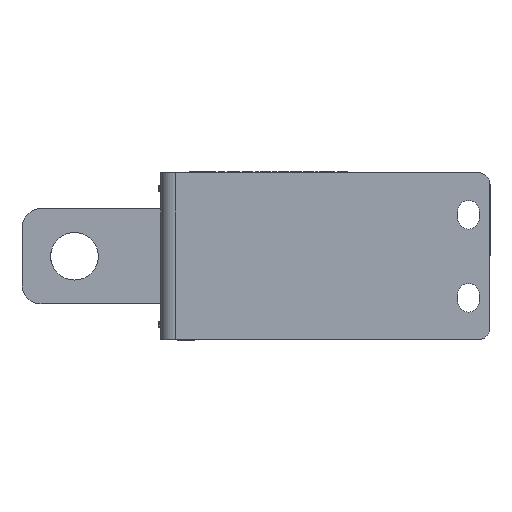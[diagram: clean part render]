
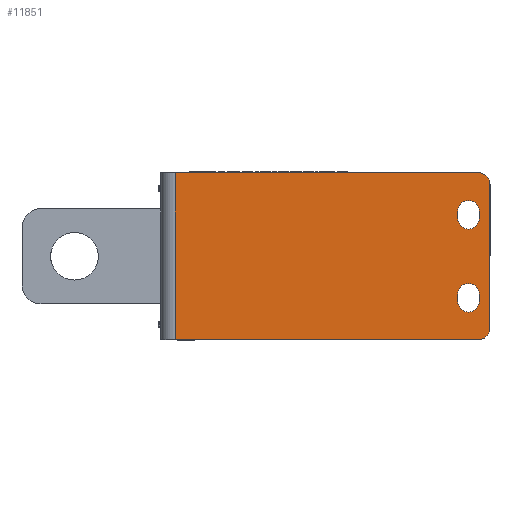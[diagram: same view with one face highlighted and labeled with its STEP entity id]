
A CAD part, front view. The second image highlights one B-rep face of the part: STEP entity #11851.
In plain terms, the highlighted planar face has unit normal (-0.002, -1, 0).
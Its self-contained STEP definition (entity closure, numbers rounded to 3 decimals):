
#637=FACE_BOUND('',#2121,.T.);
#638=FACE_BOUND('',#2122,.T.);
#869=PLANE('',#12640);
#1425=FACE_OUTER_BOUND('',#2120,.T.);
#2120=EDGE_LOOP('',(#9909,#9910,#9911,#9912,#9913,#9914));
#2121=EDGE_LOOP('',(#9915,#9916,#9917,#9918));
#2122=EDGE_LOOP('',(#9919,#9920,#9921,#9922));
#2498=LINE('',#16171,#3619);
#2659=LINE('',#16929,#3780);
#2976=LINE('',#19094,#4097);
#3085=LINE('',#19385,#4206);
#3088=LINE('',#19392,#4209);
#3089=LINE('',#19396,#4210);
#3093=LINE('',#19405,#4214);
#3112=LINE('',#19455,#4233);
#3619=VECTOR('',#13291,10.);
#3780=VECTOR('',#13618,10.);
#4097=VECTOR('',#14187,10.);
#4206=VECTOR('',#14534,10.);
#4209=VECTOR('',#14543,10.);
#4210=VECTOR('',#14546,10.);
#4214=VECTOR('',#14556,10.);
#4233=VECTOR('',#14615,10.);
#4738=CIRCLE('',#12487,2.5);
#4744=CIRCLE('',#12496,2.5);
#4773=CIRCLE('',#12612,2.25);
#4774=CIRCLE('',#12615,2.25);
#4775=CIRCLE('',#12619,2.25);
#4776=CIRCLE('',#12622,2.25);
#5058=VERTEX_POINT('',#16168);
#5059=VERTEX_POINT('',#16170);
#5293=VERTEX_POINT('',#16927);
#5553=VERTEX_POINT('',#19060);
#5567=VERTEX_POINT('',#19093);
#5568=VERTEX_POINT('',#19097);
#5628=VERTEX_POINT('',#19378);
#5629=VERTEX_POINT('',#19379);
#5630=VERTEX_POINT('',#19384);
#5631=VERTEX_POINT('',#19388);
#5632=VERTEX_POINT('',#19394);
#5633=VERTEX_POINT('',#19395);
#5634=VERTEX_POINT('',#19400);
#5635=VERTEX_POINT('',#19404);
#6238=EDGE_CURVE('',#5058,#5059,#2498,.T.);
#6514=EDGE_CURVE('',#5293,#5058,#2659,.T.);
#6971=EDGE_CURVE('',#5059,#5553,#4738,.T.);
#6988=EDGE_CURVE('',#5567,#5553,#2976,.T.);
#6990=EDGE_CURVE('',#5567,#5568,#4744,.T.);
#7124=EDGE_CURVE('',#5628,#5629,#4773,.T.);
#7127=EDGE_CURVE('',#5629,#5630,#3085,.T.);
#7129=EDGE_CURVE('',#5630,#5631,#4774,.T.);
#7131=EDGE_CURVE('',#5631,#5628,#3088,.T.);
#7132=EDGE_CURVE('',#5632,#5633,#3089,.T.);
#7135=EDGE_CURVE('',#5633,#5634,#4775,.T.);
#7137=EDGE_CURVE('',#5634,#5635,#3093,.T.);
#7139=EDGE_CURVE('',#5635,#5632,#4776,.T.);
#7162=EDGE_CURVE('',#5568,#5293,#3112,.T.);
#9909=ORIENTED_EDGE('',*,*,#6514,.F.);
#9910=ORIENTED_EDGE('',*,*,#7162,.F.);
#9911=ORIENTED_EDGE('',*,*,#6990,.F.);
#9912=ORIENTED_EDGE('',*,*,#6988,.T.);
#9913=ORIENTED_EDGE('',*,*,#6971,.F.);
#9914=ORIENTED_EDGE('',*,*,#6238,.F.);
#9915=ORIENTED_EDGE('',*,*,#7129,.T.);
#9916=ORIENTED_EDGE('',*,*,#7131,.T.);
#9917=ORIENTED_EDGE('',*,*,#7124,.T.);
#9918=ORIENTED_EDGE('',*,*,#7127,.T.);
#9919=ORIENTED_EDGE('',*,*,#7137,.T.);
#9920=ORIENTED_EDGE('',*,*,#7139,.T.);
#9921=ORIENTED_EDGE('',*,*,#7132,.T.);
#9922=ORIENTED_EDGE('',*,*,#7135,.T.);
#11851=ADVANCED_FACE('',(#1425,#637,#638),#869,.T.);
#12487=AXIS2_PLACEMENT_3D('',#19061,#14160,#14161);
#12496=AXIS2_PLACEMENT_3D('',#19098,#14191,#14192);
#12612=AXIS2_PLACEMENT_3D('',#19380,#14528,#14529);
#12615=AXIS2_PLACEMENT_3D('',#19389,#14538,#14539);
#12619=AXIS2_PLACEMENT_3D('',#19401,#14551,#14552);
#12622=AXIS2_PLACEMENT_3D('',#19408,#14560,#14561);
#12640=AXIS2_PLACEMENT_3D('',#19454,#14613,#14614);
#13291=DIRECTION('',(0.,0.,1.));
#13618=DIRECTION('',(-1.,0.,0.));
#14160=DIRECTION('center_axis',(0.,1.,0.));
#14161=DIRECTION('ref_axis',(-0.707,0.,0.707));
#14187=DIRECTION('',(-1.,0.,0.));
#14191=DIRECTION('center_axis',(0.,1.,0.));
#14192=DIRECTION('ref_axis',(0.707,0.,0.707));
#14528=DIRECTION('center_axis',(0.,1.,0.));
#14529=DIRECTION('ref_axis',(0.,0.,-1.));
#14534=DIRECTION('',(1.,0.,0.));
#14538=DIRECTION('center_axis',(0.,1.,0.));
#14539=DIRECTION('ref_axis',(0.,0.,1.));
#14543=DIRECTION('',(-1.,0.,0.));
#14546=DIRECTION('',(1.,0.,0.));
#14551=DIRECTION('center_axis',(0.,1.,0.));
#14552=DIRECTION('ref_axis',(0.,0.,1.));
#14556=DIRECTION('',(-1.,0.,0.));
#14560=DIRECTION('center_axis',(0.,1.,0.));
#14561=DIRECTION('ref_axis',(0.,0.,-1.));
#14613=DIRECTION('center_axis',(0.,-1.,0.));
#14614=DIRECTION('ref_axis',(0.,0.,1.));
#14615=DIRECTION('',(0.,0.,-1.));
#16168=CARTESIAN_POINT('',(-35.,0.,3.));
#16170=CARTESIAN_POINT('',(-35.,0.,66.5));
#16171=CARTESIAN_POINT('',(-35.,0.,69.));
#16927=CARTESIAN_POINT('',(0.,0.,3.));
#16929=CARTESIAN_POINT('',(0.,0.,3.));
#19060=CARTESIAN_POINT('',(-32.5,0.,69.));
#19061=CARTESIAN_POINT('Origin',(-32.5,0.,66.5));
#19093=CARTESIAN_POINT('',(-2.5,0.,69.));
#19094=CARTESIAN_POINT('',(0.,0.,69.));
#19097=CARTESIAN_POINT('',(0.,0.,66.5));
#19098=CARTESIAN_POINT('Origin',(-2.5,0.,66.5));
#19378=CARTESIAN_POINT('',(-9.55,0.,62.25));
#19379=CARTESIAN_POINT('',(-9.55,0.,66.75));
#19380=CARTESIAN_POINT('Origin',(-9.55,0.,64.5));
#19384=CARTESIAN_POINT('',(-8.05,0.,66.75));
#19385=CARTESIAN_POINT('',(-4.025,0.,66.75));
#19388=CARTESIAN_POINT('',(-8.05,0.,62.25));
#19389=CARTESIAN_POINT('Origin',(-8.05,0.,64.5));
#19392=CARTESIAN_POINT('',(-4.775,0.,62.25));
#19394=CARTESIAN_POINT('',(-26.95,0.,66.75));
#19395=CARTESIAN_POINT('',(-25.45,0.,66.75));
#19396=CARTESIAN_POINT('',(-12.725,0.,66.75));
#19400=CARTESIAN_POINT('',(-25.45,0.,62.25));
#19401=CARTESIAN_POINT('Origin',(-25.45,0.,64.5));
#19404=CARTESIAN_POINT('',(-26.95,0.,62.25));
#19405=CARTESIAN_POINT('',(-13.475,0.,62.25));
#19408=CARTESIAN_POINT('Origin',(-26.95,0.,64.5));
#19454=CARTESIAN_POINT('Origin',(0.,0.,0.));
#19455=CARTESIAN_POINT('',(0.,0.,69.));
